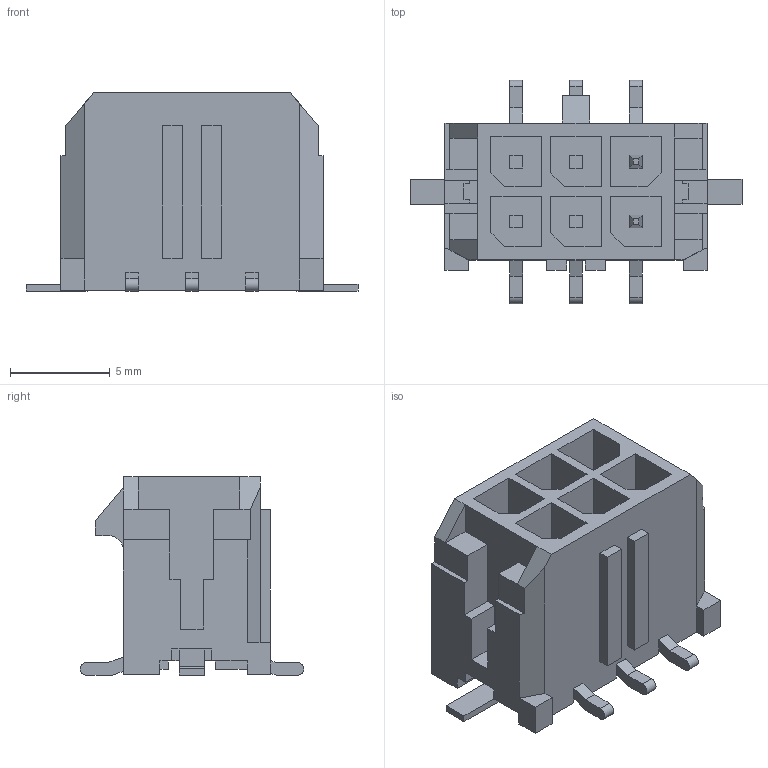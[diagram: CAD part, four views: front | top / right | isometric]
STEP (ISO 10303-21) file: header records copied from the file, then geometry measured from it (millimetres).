
FILE_DESCRIPTION((''),'2;1');
FILE_NAME('430450619','2020-04-17T',('gga'),(''),'PRO/ENGINEER BY PARAMETRIC TECHNOLOGY CORPORATION, 2016010','PRO/ENGINEER BY PARAMETRIC TECHNOLOGY CORPORATION, 2016010','');
FILE_SCHEMA(('CONFIG_CONTROL_DESIGN'));
Length unit declared in the file: millimetre
Products named in the file (1): 430450619
Bounding box: 16.65 x 11.2 x 9.96 mm (x, y, z)
Volume: 556.2 mm3; surface area: 1174.9 mm2
Topology: 1 solids, 1 shells, 314 faces, 850 edges, 555 vertices
Faces by surface type: plane 303, cylinder 11
Entity records: 9559 total; most frequent: CARTESIAN_POINT 1677, ORIENTED_EDGE 1618, DIRECTION 1502, VECTOR 828, LINE 828, EDGE_CURVE 809, VERTEX_POINT 512, AXIS2_PLACEMENT_3D 337
